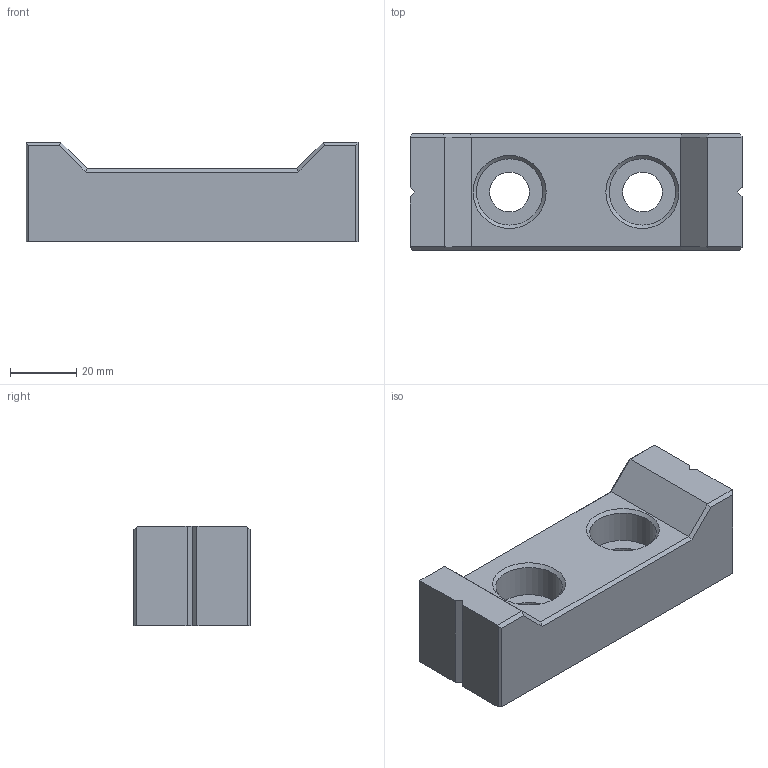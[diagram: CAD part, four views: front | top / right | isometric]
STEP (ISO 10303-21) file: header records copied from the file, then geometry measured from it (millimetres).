
FILE_DESCRIPTION( ( 'Unknown' ), '1' );
FILE_NAME( 'CP29-12100-S.stp', 'Unknown', ( 'Unknown' ), ( 'Unknown' ), 'XStep 1.0', 'Unknown', ' ' );
FILE_SCHEMA( ( 'CONFIG_CONTROL_DESIGN' ) );
Length unit declared in the file: millimetre
Products named in the file (1): 1
Bounding box: 100 x 35 x 30 mm (x, y, z)
Volume: 75345.4 mm3; surface area: 15731.8 mm2
Topology: 1 solids, 1 shells, 40 faces, 100 edges, 64 vertices
Faces by surface type: plane 32, cylinder 4, cone 4
Full cylindrical faces by diameter (mm): 12 x2, 20 x2
Entity records: 1148 total; most frequent: CARTESIAN_POINT 189, DIRECTION 182, ORIENTED_EDGE 176, EDGE_CURVE 88, LINE 76, VECTOR 76, VERTEX_POINT 60, EDGE_LOOP 54
